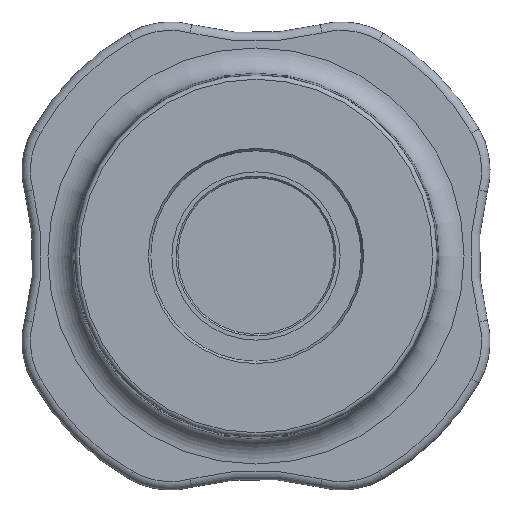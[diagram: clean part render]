
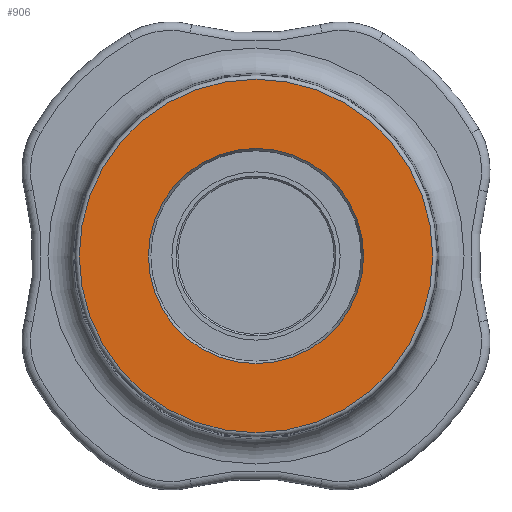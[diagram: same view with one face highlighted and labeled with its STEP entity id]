
A CAD part, left-side view. The second image highlights one B-rep face of the part: STEP entity #906.
In plain terms, the highlighted planar face has unit normal (-1, 0, 0).
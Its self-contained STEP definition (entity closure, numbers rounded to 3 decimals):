
#820=CARTESIAN_POINT('',(-20.0,12.789,0.));
#821=VERTEX_POINT('',#820);
#822=CARTESIAN_POINT('',(-20.,0.,0.));
#823=DIRECTION('',(-1.0,0.0,0.0));
#824=DIRECTION('',(0.0,1.0,0.0));
#825=AXIS2_PLACEMENT_3D('',#822,#823,#824);
#826=CIRCLE('',#825,12.789);
#827=EDGE_CURVE('',#821,#821,#826,.T.);
#887=CARTESIAN_POINT('',(-20.0,17.144,0.));
#888=DIRECTION('',(-1.0,0.0,0.0));
#889=DIRECTION('',(0.0,0.0,1.0));
#890=AXIS2_PLACEMENT_3D('',#887,#888,#889);
#891=PLANE('',#890);
#892=CARTESIAN_POINT('',(-20.,21.009,0.));
#893=VERTEX_POINT('',#892);
#894=CARTESIAN_POINT('',(-20.0,0.,0.));
#895=DIRECTION('',(1.0,0.0,0.0));
#896=DIRECTION('',(0.0,-1.0,0.0));
#897=AXIS2_PLACEMENT_3D('',#894,#895,#896);
#898=CIRCLE('',#897,21.009);
#899=EDGE_CURVE('',#893,#893,#898,.T.);
#900=ORIENTED_EDGE('',*,*,#899,.F.);
#901=EDGE_LOOP('',(#900));
#902=FACE_OUTER_BOUND('',#901,.T.);
#903=ORIENTED_EDGE('',*,*,#827,.F.);
#904=EDGE_LOOP('',(#903));
#905=FACE_BOUND('',#904,.T.);
#906=ADVANCED_FACE('',(#902,#905),#891,.T.);
